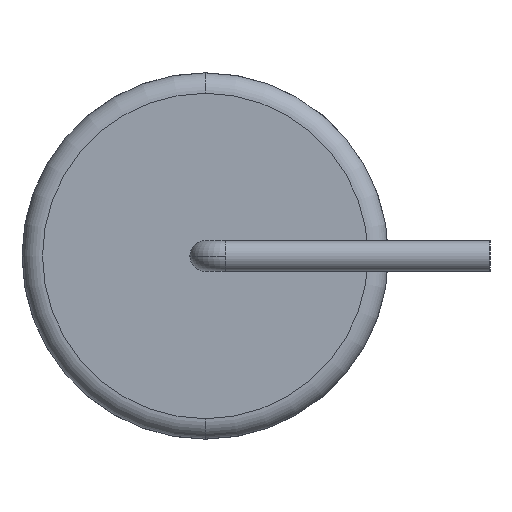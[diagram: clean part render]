
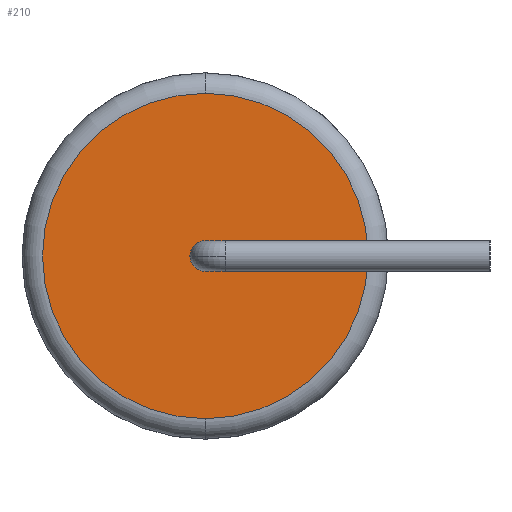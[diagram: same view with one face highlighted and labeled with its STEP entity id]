
A CAD part, left-side view. The second image highlights one B-rep face of the part: STEP entity #210.
In plain terms, the highlighted planar face has unit normal (-1, 0, 0).
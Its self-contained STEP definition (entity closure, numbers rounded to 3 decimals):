
#68 = CIRCLE ( 'NONE', #782, 0.375 ) ;
#72 = CARTESIAN_POINT ( 'NONE',  ( -9., 5., 0. ) ) ;
#78 = AXIS2_PLACEMENT_3D ( 'NONE', #631, #1015, #85 ) ;
#85 = DIRECTION ( 'NONE',  ( 0., 0., -1. ) ) ;
#117 = EDGE_LOOP ( 'NONE', ( #626, #867 ) ) ;
#155 = VERTEX_POINT ( 'NONE', #1183 ) ;
#199 = VERTEX_POINT ( 'NONE', #1186 ) ;
#210 = ADVANCED_FACE ( 'NONE', ( #764, #483 ), #440, .F. ) ;
#253 = DIRECTION ( 'NONE',  ( -1., 0., 0. ) ) ;
#261 = CARTESIAN_POINT ( 'NONE',  ( -9., 5., 0. ) ) ;
#269 = DIRECTION ( 'NONE',  ( 0., 0., 1. ) ) ;
#303 = VERTEX_POINT ( 'NONE', #736 ) ;
#405 = AXIS2_PLACEMENT_3D ( 'NONE', #684, #418, #1177 ) ;
#418 = DIRECTION ( 'NONE',  ( -1., 0., 0. ) ) ;
#431 = EDGE_CURVE ( 'NONE', #765, #303, #575, .T. ) ;
#434 = AXIS2_PLACEMENT_3D ( 'NONE', #72, #530, #533 ) ;
#440 = PLANE ( 'NONE',  #434 ) ;
#463 = CARTESIAN_POINT ( 'NONE',  ( -9., 5., -4. ) ) ;
#483 = FACE_OUTER_BOUND ( 'NONE', #117, .T. ) ;
#530 = DIRECTION ( 'NONE',  ( 1., 0., 0. ) ) ;
#533 = DIRECTION ( 'NONE',  ( 0., 0., -1. ) ) ;
#575 = CIRCLE ( 'NONE', #405, 4. ) ;
#626 = ORIENTED_EDGE ( 'NONE', *, *, #1107, .T. ) ;
#631 = CARTESIAN_POINT ( 'NONE',  ( -9., 5., 0. ) ) ;
#646 = EDGE_CURVE ( 'NONE', #199, #155, #68, .T. ) ;
#661 = EDGE_LOOP ( 'NONE', ( #810, #837 ) ) ;
#684 = CARTESIAN_POINT ( 'NONE',  ( -9., 5., 0. ) ) ;
#736 = CARTESIAN_POINT ( 'NONE',  ( -9., 5., 4. ) ) ;
#764 = FACE_BOUND ( 'NONE', #661, .T. ) ;
#765 = VERTEX_POINT ( 'NONE', #463 ) ;
#782 = AXIS2_PLACEMENT_3D ( 'NONE', #261, #253, #918 ) ;
#810 = ORIENTED_EDGE ( 'NONE', *, *, #812, .F. ) ;
#812 = EDGE_CURVE ( 'NONE', #155, #199, #1090, .T. ) ;
#837 = ORIENTED_EDGE ( 'NONE', *, *, #646, .F. ) ;
#863 = AXIS2_PLACEMENT_3D ( 'NONE', #1042, #1128, #269 ) ;
#867 = ORIENTED_EDGE ( 'NONE', *, *, #431, .T. ) ;
#873 = CIRCLE ( 'NONE', #863, 4. ) ;
#918 = DIRECTION ( 'NONE',  ( 0., 0., -1. ) ) ;
#1015 = DIRECTION ( 'NONE',  ( -1., 0., 0. ) ) ;
#1042 = CARTESIAN_POINT ( 'NONE',  ( -9., 5., 0. ) ) ;
#1090 = CIRCLE ( 'NONE', #78, 0.375 ) ;
#1107 = EDGE_CURVE ( 'NONE', #303, #765, #873, .T. ) ;
#1128 = DIRECTION ( 'NONE',  ( -1., 0., 0. ) ) ;
#1177 = DIRECTION ( 'NONE',  ( 0., 0., 1. ) ) ;
#1183 = CARTESIAN_POINT ( 'NONE',  ( -9., 5., 0.375 ) ) ;
#1186 = CARTESIAN_POINT ( 'NONE',  ( -9., 5., -0.375 ) ) ;
